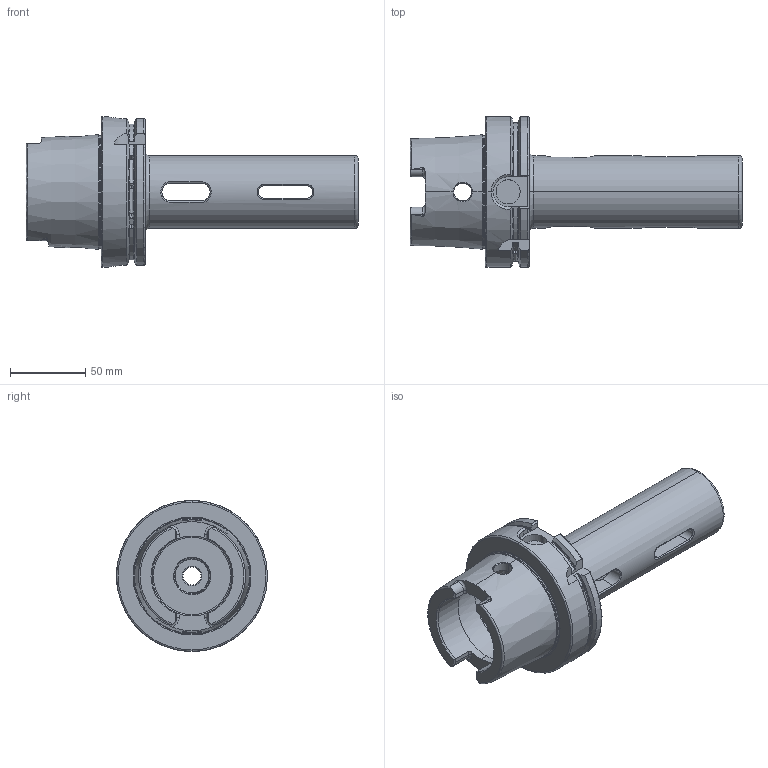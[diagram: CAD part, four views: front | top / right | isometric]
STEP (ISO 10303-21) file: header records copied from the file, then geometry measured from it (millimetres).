
FILE_DESCRIPTION (( 'STEP AP203' ), '1' );
FILE_NAME ('A100.07.04.STEP', '2016-10-19T02:27:37', ( '' ), ( '' ), 'SwSTEP 2.0', 'SolidWorks 2012', '' );
FILE_SCHEMA (( 'CONFIG_CONTROL_DESIGN' ));
Length unit declared in the file: millimetre
Products named in the file (1): A100.07.04
Bounding box: 220 x 100 x 100 mm (x, y, z)
Volume: 415003 mm3; surface area: 84109.9 mm2
Topology: 1 solids, 1 shells, 244 faces, 655 edges, 406 vertices
Faces by surface type: cylinder 84, plane 68, torus 38, cone 36, bspline 18
Entity records: 21461 total; most frequent: CARTESIAN_POINT 15733, ORIENTED_EDGE 1290, DIRECTION 1054, EDGE_CURVE 645, AXIS2_PLACEMENT_3D 418, VERTEX_POINT 406, EDGE_LOOP 261, ADVANCED_FACE 244
